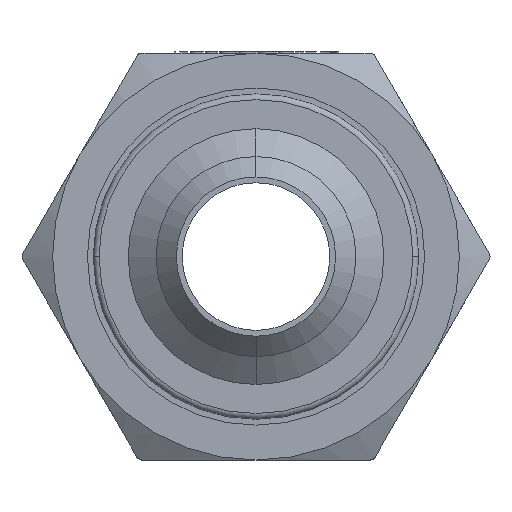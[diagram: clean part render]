
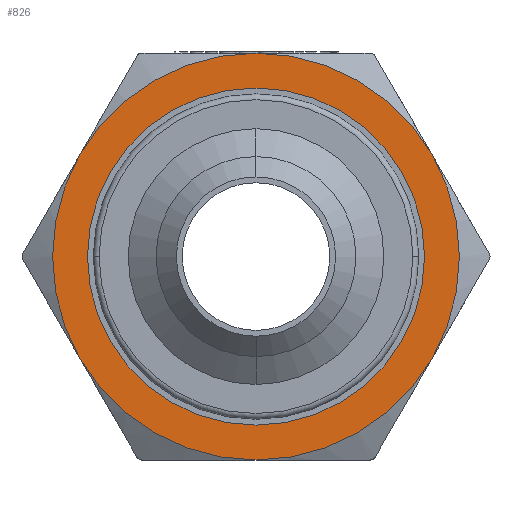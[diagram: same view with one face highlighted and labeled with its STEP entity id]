
A CAD part, left-side view. The second image highlights one B-rep face of the part: STEP entity #826.
In plain terms, the highlighted planar face has unit normal (-1, 0, 0).
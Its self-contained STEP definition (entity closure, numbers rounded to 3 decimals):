
#85 = DIRECTION ( 'NONE',  ( -1., 0., 0. ) ) ;
#136 = DIRECTION ( 'NONE',  ( 0., 0., 1. ) ) ;
#272 = EDGE_CURVE ( 'NONE', #5578, #10191, #13949, .T. ) ;
#535 = ORIENTED_EDGE ( 'NONE', *, *, #7847, .T. ) ;
#826 = ADVANCED_FACE ( 'NONE', ( #11796, #13369 ), #4811, .T. ) ;
#988 = CARTESIAN_POINT ( 'NONE',  ( -7., 0., 0. ) ) ;
#1043 = DIRECTION ( 'NONE',  ( 0., 0., 1. ) ) ;
#1097 = CARTESIAN_POINT ( 'NONE',  ( -7., 0., 0. ) ) ;
#1133 = AXIS2_PLACEMENT_3D ( 'NONE', #9297, #8081, #1693 ) ;
#1150 = DIRECTION ( 'NONE',  ( -1., 0., 0. ) ) ;
#1259 = CARTESIAN_POINT ( 'NONE',  ( -7., 0., 0. ) ) ;
#1566 = CIRCLE ( 'NONE', #16138, 17.5 ) ;
#1693 = DIRECTION ( 'NONE',  ( 0., 0., 1. ) ) ;
#1775 = AXIS2_PLACEMENT_3D ( 'NONE', #988, #1150, #1043 ) ;
#1941 = CARTESIAN_POINT ( 'NONE',  ( -7., 0., 0. ) ) ;
#2366 = DIRECTION ( 'NONE',  ( 0., 0., 1. ) ) ;
#2532 = CARTESIAN_POINT ( 'NONE',  ( -7., 0., 0. ) ) ;
#3172 = DIRECTION ( 'NONE',  ( -1., 0., 0. ) ) ;
#3607 = CIRCLE ( 'NONE', #3653, 17.5 ) ;
#3653 = AXIS2_PLACEMENT_3D ( 'NONE', #1259, #8856, #12772 ) ;
#3704 = VERTEX_POINT ( 'NONE', #4927 ) ;
#3804 = VERTEX_POINT ( 'NONE', #3936 ) ;
#3936 = CARTESIAN_POINT ( 'NONE',  ( -7., 15.155, -8.75 ) ) ;
#4251 = CARTESIAN_POINT ( 'NONE',  ( -7., 0., 0. ) ) ;
#4291 = CARTESIAN_POINT ( 'NONE',  ( -7., 0., 17.5 ) ) ;
#4737 = CIRCLE ( 'NONE', #7591, 17.5 ) ;
#4811 = PLANE ( 'NONE',  #14093 ) ;
#4927 = CARTESIAN_POINT ( 'NONE',  ( -7., 0., -17.5 ) ) ;
#5190 = DIRECTION ( 'NONE',  ( -1., 0., 0. ) ) ;
#5517 = DIRECTION ( 'NONE',  ( 0., 0., 1. ) ) ;
#5567 = CARTESIAN_POINT ( 'NONE',  ( -7., 0., 14.5 ) ) ;
#5578 = VERTEX_POINT ( 'NONE', #4291 ) ;
#5905 = ORIENTED_EDGE ( 'NONE', *, *, #272, .T. ) ;
#6267 = CARTESIAN_POINT ( 'NONE',  ( -7., 0., 0. ) ) ;
#6516 = ORIENTED_EDGE ( 'NONE', *, *, #7081, .T. ) ;
#6658 = CARTESIAN_POINT ( 'NONE',  ( -7., 0., 0. ) ) ;
#6913 = ORIENTED_EDGE ( 'NONE', *, *, #7779, .T. ) ;
#7081 = EDGE_CURVE ( 'NONE', #12799, #10963, #11735, .T. ) ;
#7446 = ORIENTED_EDGE ( 'NONE', *, *, #12448, .T. ) ;
#7591 = AXIS2_PLACEMENT_3D ( 'NONE', #1097, #9988, #2366 ) ;
#7779 = EDGE_CURVE ( 'NONE', #10191, #3804, #4737, .T. ) ;
#7847 = EDGE_CURVE ( 'NONE', #3704, #13979, #3607, .T. ) ;
#8081 = DIRECTION ( 'NONE',  ( -1., 0., 0. ) ) ;
#8856 = DIRECTION ( 'NONE',  ( -1., 0., 0. ) ) ;
#9297 = CARTESIAN_POINT ( 'NONE',  ( -7., 0., 0. ) ) ;
#9324 = CIRCLE ( 'NONE', #13202, 17.5 ) ;
#9988 = DIRECTION ( 'NONE',  ( -1., 0., 0. ) ) ;
#10115 = ORIENTED_EDGE ( 'NONE', *, *, #10463, .T. ) ;
#10191 = VERTEX_POINT ( 'NONE', #11335 ) ;
#10463 = EDGE_CURVE ( 'NONE', #10963, #12799, #11426, .T. ) ;
#10710 = AXIS2_PLACEMENT_3D ( 'NONE', #4251, #13135, #14394 ) ;
#10820 = AXIS2_PLACEMENT_3D ( 'NONE', #6658, #15572, #5517 ) ;
#10963 = VERTEX_POINT ( 'NONE', #5567 ) ;
#11335 = CARTESIAN_POINT ( 'NONE',  ( -7., 15.155, 8.75 ) ) ;
#11375 = DIRECTION ( 'NONE',  ( 0., -1., 0. ) ) ;
#11426 = CIRCLE ( 'NONE', #10710, 14.5 ) ;
#11515 = VERTEX_POINT ( 'NONE', #13499 ) ;
#11735 = CIRCLE ( 'NONE', #10820, 14.5 ) ;
#11748 = ORIENTED_EDGE ( 'NONE', *, *, #15833, .T. ) ;
#11796 = FACE_OUTER_BOUND ( 'NONE', #11972, .T. ) ;
#11914 = CARTESIAN_POINT ( 'NONE',  ( -7., -15.155, -8.75 ) ) ;
#11933 = CARTESIAN_POINT ( 'NONE',  ( -7., 0., -14.5 ) ) ;
#11972 = EDGE_LOOP ( 'NONE', ( #535, #7446, #14477, #5905, #6913, #11748 ) ) ;
#12448 = EDGE_CURVE ( 'NONE', #13979, #11515, #9324, .T. ) ;
#12522 = CIRCLE ( 'NONE', #1133, 17.5 ) ;
#12772 = DIRECTION ( 'NONE',  ( 0., 0., 1. ) ) ;
#12799 = VERTEX_POINT ( 'NONE', #11933 ) ;
#13135 = DIRECTION ( 'NONE',  ( 1., 0., 0. ) ) ;
#13202 = AXIS2_PLACEMENT_3D ( 'NONE', #1941, #3172, #14476 ) ;
#13369 = FACE_BOUND ( 'NONE', #15468, .T. ) ;
#13499 = CARTESIAN_POINT ( 'NONE',  ( -7., -15.155, 8.75 ) ) ;
#13949 = CIRCLE ( 'NONE', #1775, 17.5 ) ;
#13979 = VERTEX_POINT ( 'NONE', #11914 ) ;
#14093 = AXIS2_PLACEMENT_3D ( 'NONE', #2532, #85, #11375 ) ;
#14394 = DIRECTION ( 'NONE',  ( 0., 0., 1. ) ) ;
#14476 = DIRECTION ( 'NONE',  ( 0., 0., 1. ) ) ;
#14477 = ORIENTED_EDGE ( 'NONE', *, *, #15715, .T. ) ;
#15468 = EDGE_LOOP ( 'NONE', ( #10115, #6516 ) ) ;
#15572 = DIRECTION ( 'NONE',  ( 1., 0., 0. ) ) ;
#15715 = EDGE_CURVE ( 'NONE', #11515, #5578, #12522, .T. ) ;
#15833 = EDGE_CURVE ( 'NONE', #3804, #3704, #1566, .T. ) ;
#16138 = AXIS2_PLACEMENT_3D ( 'NONE', #6267, #5190, #136 ) ;
